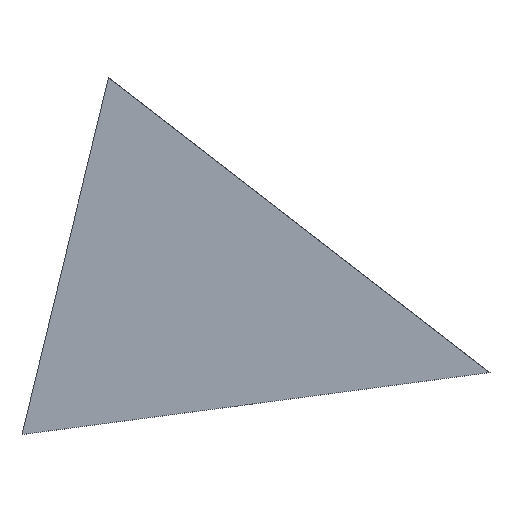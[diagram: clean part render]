
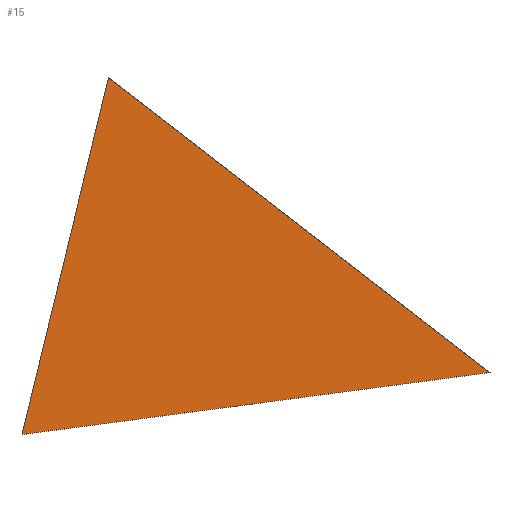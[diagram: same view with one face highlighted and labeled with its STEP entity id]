
A CAD part, top view. The second image highlights one B-rep face of the part: STEP entity #15.
In plain terms, the highlighted planar face has unit normal (0, 0, -1).
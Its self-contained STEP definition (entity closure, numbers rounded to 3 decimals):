
#15=ADVANCED_FACE('',(#17),#45,.T.);
#17=FACE_OUTER_BOUND('',#19,.T.);
#19=EDGE_LOOP('',(#24,#25,#26));
#24=ORIENTED_EDGE('',*,*,#32,.F.);
#25=ORIENTED_EDGE('',*,*,#28,.F.);
#26=ORIENTED_EDGE('',*,*,#31,.F.);
#28=EDGE_CURVE('',#39,#41,#34,.T.);
#31=EDGE_CURVE('',#43,#39,#37,.T.);
#32=EDGE_CURVE('',#41,#43,#38,.T.);
#34=B_SPLINE_CURVE_WITH_KNOTS('',1,(#153,#154),.UNSPECIFIED.,.F.,.F.,(2,
2),(14.663,29.639),.UNSPECIFIED.);
#37=B_SPLINE_CURVE_WITH_KNOTS('',1,(#159,#160),.UNSPECIFIED.,.F.,.F.,(2,
2),(0.,14.663),.UNSPECIFIED.);
#38=B_SPLINE_CURVE_WITH_KNOTS('',1,(#161,#162),.UNSPECIFIED.,.F.,.F.,(2,
2),(29.639,41.045),.UNSPECIFIED.);
#39=VERTEX_POINT('',#146);
#41=VERTEX_POINT('',#148);
#43=VERTEX_POINT('',#150);
#45=PLANE('',#135);
#135=AXIS2_PLACEMENT_3D('',#145,#140,$);
#140=DIRECTION('',(0.,0.,-1.));
#145=CARTESIAN_POINT('',(10.925,-2.294,0.));
#146=CARTESIAN_POINT('',(8.648,-2.179,0.));
#148=CARTESIAN_POINT('',(-3.2,6.981,0.));
#150=CARTESIAN_POINT('',(-5.888,-4.104,0.));
#153=CARTESIAN_POINT('',(8.648,-2.179,0.));
#154=CARTESIAN_POINT('',(-3.2,6.981,0.));
#159=CARTESIAN_POINT('',(-5.888,-4.104,0.));
#160=CARTESIAN_POINT('',(8.648,-2.179,0.));
#161=CARTESIAN_POINT('',(-3.2,6.981,0.));
#162=CARTESIAN_POINT('',(-5.888,-4.104,0.));
